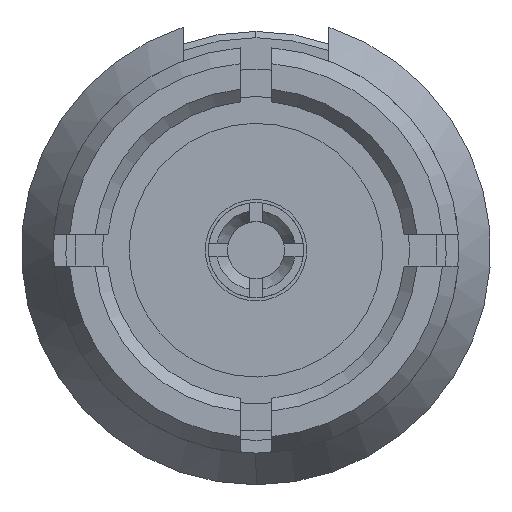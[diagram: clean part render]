
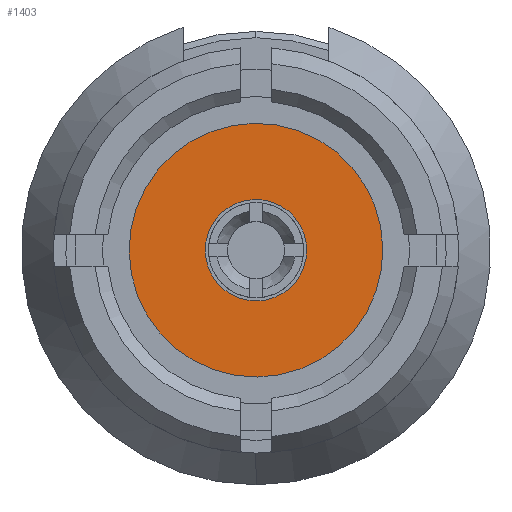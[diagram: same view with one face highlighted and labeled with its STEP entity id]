
A CAD part, left-side view. The second image highlights one B-rep face of the part: STEP entity #1403.
In plain terms, the highlighted planar face has unit normal (-1, 0, 0).
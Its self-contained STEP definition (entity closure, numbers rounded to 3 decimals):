
#110 = CARTESIAN_POINT ( 'NONE',  ( 0.1, 0., 0. ) ) ;
#119 = DIRECTION ( 'NONE',  ( 0., -0.187, -0.982 ) ) ;
#207 = EDGE_LOOP ( 'NONE', ( #3332, #3471 ) ) ;
#389 = CARTESIAN_POINT ( 'NONE',  ( 0.1, -0.187, -0.982 ) ) ;
#447 = DIRECTION ( 'NONE',  ( 0., -0.187, -0.982 ) ) ;
#499 = DIRECTION ( 'NONE',  ( 1., 0., 0. ) ) ;
#506 = PLANE ( 'NONE',  #587 ) ;
#526 = DIRECTION ( 'NONE',  ( 0., 0.187, 0.982 ) ) ;
#587 = AXIS2_PLACEMENT_3D ( 'NONE', #1684, #2861, #526 ) ;
#703 = CARTESIAN_POINT ( 'NONE',  ( 0.1, 0.187, 0.982 ) ) ;
#834 = CIRCLE ( 'NONE', #2689, 1. ) ;
#867 = DIRECTION ( 'NONE',  ( 0., -0.187, -0.982 ) ) ;
#959 = EDGE_CURVE ( 'NONE', #966, #2560, #3694, .T. ) ;
#966 = VERTEX_POINT ( 'NONE', #389 ) ;
#1141 = CARTESIAN_POINT ( 'NONE',  ( 0.1, -0.075, -0.393 ) ) ;
#1146 = CIRCLE ( 'NONE', #2197, 0.4 ) ;
#1198 = DIRECTION ( 'NONE',  ( 1., 0., 0. ) ) ;
#1400 = ORIENTED_EDGE ( 'NONE', *, *, #1722, .T. ) ;
#1403 = ADVANCED_FACE ( 'NONE', ( #1413, #2268 ), #506, .T. ) ;
#1405 = CARTESIAN_POINT ( 'NONE',  ( 0.1, 0., 0. ) ) ;
#1410 = AXIS2_PLACEMENT_3D ( 'NONE', #1549, #2726, #119 ) ;
#1413 = FACE_BOUND ( 'NONE', #3417, .T. ) ;
#1549 = CARTESIAN_POINT ( 'NONE',  ( 0.1, 0., 0. ) ) ;
#1684 = CARTESIAN_POINT ( 'NONE',  ( 0.1, 0.393, -0.075 ) ) ;
#1722 = EDGE_CURVE ( 'NONE', #2722, #2529, #2086, .T. ) ;
#1863 = CARTESIAN_POINT ( 'NONE',  ( 0.1, 0.075, 0.393 ) ) ;
#1871 = ORIENTED_EDGE ( 'NONE', *, *, #3460, .T. ) ;
#1988 = DIRECTION ( 'NONE',  ( 0., -0.187, -0.982 ) ) ;
#2030 = AXIS2_PLACEMENT_3D ( 'NONE', #110, #2808, #447 ) ;
#2086 = CIRCLE ( 'NONE', #1410, 0.4 ) ;
#2197 = AXIS2_PLACEMENT_3D ( 'NONE', #1405, #499, #1988 ) ;
#2268 = FACE_OUTER_BOUND ( 'NONE', #207, .T. ) ;
#2529 = VERTEX_POINT ( 'NONE', #1863 ) ;
#2560 = VERTEX_POINT ( 'NONE', #703 ) ;
#2689 = AXIS2_PLACEMENT_3D ( 'NONE', #3210, #1198, #867 ) ;
#2722 = VERTEX_POINT ( 'NONE', #1141 ) ;
#2726 = DIRECTION ( 'NONE',  ( 1., 0., 0. ) ) ;
#2808 = DIRECTION ( 'NONE',  ( 1., 0., 0. ) ) ;
#2861 = DIRECTION ( 'NONE',  ( -1., 0., 0. ) ) ;
#3204 = EDGE_CURVE ( 'NONE', #2560, #966, #834, .T. ) ;
#3210 = CARTESIAN_POINT ( 'NONE',  ( 0.1, 0., 0. ) ) ;
#3332 = ORIENTED_EDGE ( 'NONE', *, *, #959, .F. ) ;
#3417 = EDGE_LOOP ( 'NONE', ( #1400, #1871 ) ) ;
#3460 = EDGE_CURVE ( 'NONE', #2529, #2722, #1146, .T. ) ;
#3471 = ORIENTED_EDGE ( 'NONE', *, *, #3204, .F. ) ;
#3694 = CIRCLE ( 'NONE', #2030, 1. ) ;
